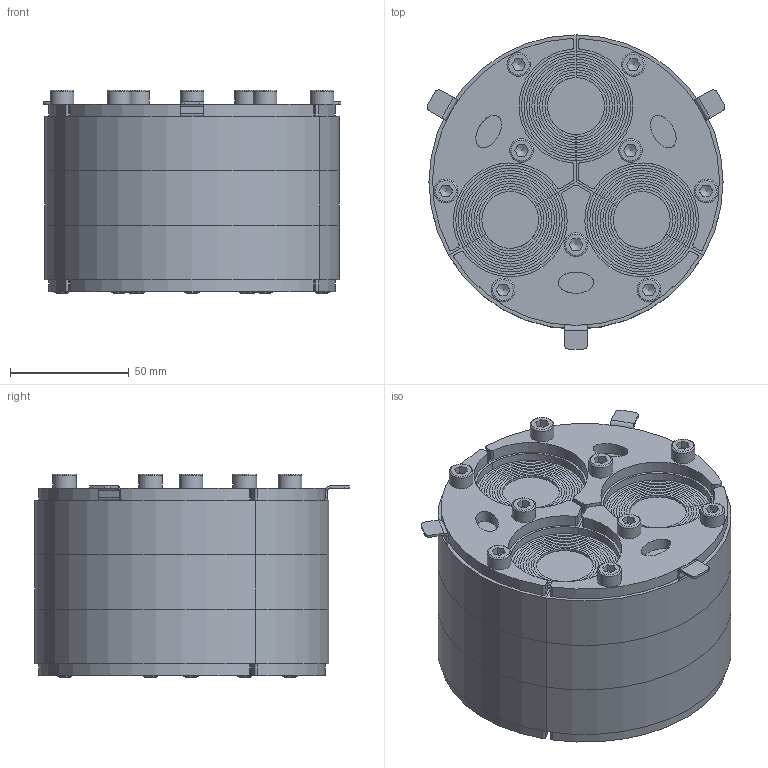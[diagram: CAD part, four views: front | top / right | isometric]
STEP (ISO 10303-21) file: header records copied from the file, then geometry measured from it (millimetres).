
FILE_DESCRIPTION(/* description */ ('ASSY'),/* implementation_level */ '2;1');
FILE_NAME(/* name */ '100-208531.stp',/* time_stamp */ '2023-03-30T18:04:11+02:00',/* author */ ('se-milkar'),/* organization */ (''),/* preprocessor_version */ 'ST-DEVELOPER v18.1',/* originating_system */ 'Autodesk Inventor 2021',/* authorisation */ '');
FILE_SCHEMA (('AUTOMOTIVE_DESIGN { 1 0 10303 214 3 1 1 }'));
Length unit declared in the file: millimetre
Products named in the file (10): 100-208531; 100-208532; 100-208534; 100-179335; ISO 4762 - M6 x 80; 100-208533; 100-208535; 100-208536; 100-209827; 100-061061
Assembly tree (30 placements, depth 3):
  100-208531
    100-208532
    100-208534  x3
    100-179335  x3
    ISO 4762 - M6 x 80  x9
    100-208533  x3
    100-208535  x3
      100-208536
      100-209827
    100-061061  x3
Bounding box: 125.65 x 132.5 x 86 mm (x, y, z)
Volume: 860431.4 mm3; surface area: 608701.6 mm2
Topology: 90 solids, 90 shells, 831 faces, 1854 edges, 1212 vertices
Faces by surface type: plane 495, cylinder 297, torus 18, cone 18, bspline 3
Full cylindrical faces by diameter (mm): 4.917 x9, 5.7 x27, 6 x9, 6.5 x9, 10 x9, 24 x3
Entity records: 5147 total; most frequent: DIRECTION 898, CARTESIAN_POINT 835, ORIENTED_EDGE 730, EDGE_CURVE 365, AXIS2_PLACEMENT_3D 338, VERTEX_POINT 236, LINE 222, VECTOR 222
